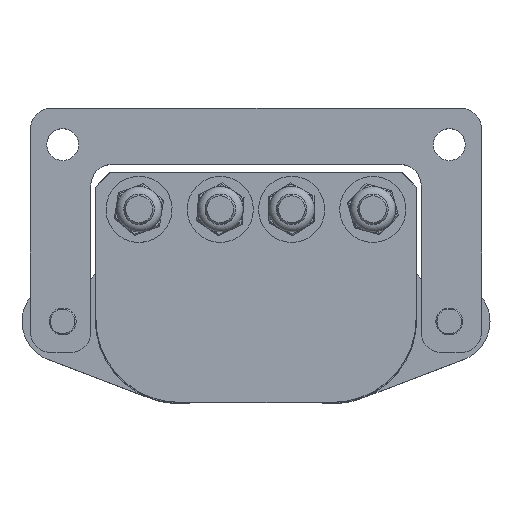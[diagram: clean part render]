
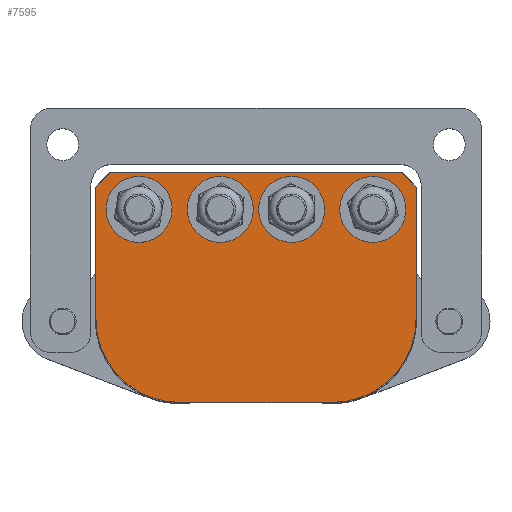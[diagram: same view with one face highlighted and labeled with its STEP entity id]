
A CAD part, top view. The second image highlights one B-rep face of the part: STEP entity #7595.
In plain terms, the highlighted planar face has unit normal (0, 0, 1).
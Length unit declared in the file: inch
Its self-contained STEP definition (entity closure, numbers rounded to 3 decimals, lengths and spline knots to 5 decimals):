
#280=FACE_BOUND('',#1261,.T.);
#281=FACE_BOUND('',#1262,.T.);
#282=FACE_BOUND('',#1263,.T.);
#283=FACE_BOUND('',#1264,.T.);
#401=PLANE('',#8311);
#748=FACE_OUTER_BOUND('',#1260,.T.);
#1260=EDGE_LOOP('',(#5446,#5447,#5448,#5449,#5450,#5451,#5452,#5453));
#1261=EDGE_LOOP('',(#5454,#5455));
#1262=EDGE_LOOP('',(#5456,#5457));
#1263=EDGE_LOOP('',(#5458,#5459));
#1264=EDGE_LOOP('',(#5460,#5461));
#1753=LINE('',#12089,#2226);
#1755=LINE('',#12093,#2228);
#1758=LINE('',#12099,#2231);
#1759=LINE('',#12103,#2232);
#1760=LINE('',#12107,#2233);
#1761=LINE('',#12108,#2234);
#2226=VECTOR('',#9764,0.3937);
#2228=VECTOR('',#9768,0.3937);
#2231=VECTOR('',#9773,0.3937);
#2232=VECTOR('',#9776,0.3937);
#2233=VECTOR('',#9779,0.3937);
#2234=VECTOR('',#9780,0.3937);
#2752=CIRCLE('',#8282,0.1955);
#2753=CIRCLE('',#8283,0.1955);
#2755=CIRCLE('',#8286,0.1955);
#2756=CIRCLE('',#8287,0.1955);
#2758=CIRCLE('',#8290,0.1955);
#2759=CIRCLE('',#8291,0.1955);
#2761=CIRCLE('',#8294,0.1955);
#2762=CIRCLE('',#8295,0.1955);
#2772=CIRCLE('',#8312,1.03);
#2773=CIRCLE('',#8313,1.03);
#3250=VERTEX_POINT('',#12025);
#3251=VERTEX_POINT('',#12026);
#3253=VERTEX_POINT('',#12033);
#3254=VERTEX_POINT('',#12034);
#3256=VERTEX_POINT('',#12041);
#3257=VERTEX_POINT('',#12042);
#3259=VERTEX_POINT('',#12049);
#3260=VERTEX_POINT('',#12050);
#3274=VERTEX_POINT('',#12086);
#3275=VERTEX_POINT('',#12088);
#3276=VERTEX_POINT('',#12092);
#3278=VERTEX_POINT('',#12098);
#3279=VERTEX_POINT('',#12100);
#3280=VERTEX_POINT('',#12102);
#3281=VERTEX_POINT('',#12104);
#3282=VERTEX_POINT('',#12106);
#4040=EDGE_CURVE('',#3250,#3251,#2752,.T.);
#4041=EDGE_CURVE('',#3251,#3250,#2753,.T.);
#4044=EDGE_CURVE('',#3253,#3254,#2755,.T.);
#4045=EDGE_CURVE('',#3254,#3253,#2756,.T.);
#4048=EDGE_CURVE('',#3256,#3257,#2758,.T.);
#4049=EDGE_CURVE('',#3257,#3256,#2759,.T.);
#4052=EDGE_CURVE('',#3259,#3260,#2761,.T.);
#4053=EDGE_CURVE('',#3260,#3259,#2762,.T.);
#4070=EDGE_CURVE('',#3274,#3275,#1753,.T.);
#4072=EDGE_CURVE('',#3276,#3275,#1755,.T.);
#4075=EDGE_CURVE('',#3274,#3278,#1758,.T.);
#4076=EDGE_CURVE('',#3278,#3279,#2772,.T.);
#4077=EDGE_CURVE('',#3279,#3280,#1759,.T.);
#4078=EDGE_CURVE('',#3280,#3281,#2773,.T.);
#4079=EDGE_CURVE('',#3281,#3282,#1760,.T.);
#4080=EDGE_CURVE('',#3276,#3282,#1761,.T.);
#5446=ORIENTED_EDGE('',*,*,#4070,.F.);
#5447=ORIENTED_EDGE('',*,*,#4075,.T.);
#5448=ORIENTED_EDGE('',*,*,#4076,.T.);
#5449=ORIENTED_EDGE('',*,*,#4077,.T.);
#5450=ORIENTED_EDGE('',*,*,#4078,.T.);
#5451=ORIENTED_EDGE('',*,*,#4079,.T.);
#5452=ORIENTED_EDGE('',*,*,#4080,.F.);
#5453=ORIENTED_EDGE('',*,*,#4072,.T.);
#5454=ORIENTED_EDGE('',*,*,#4040,.T.);
#5455=ORIENTED_EDGE('',*,*,#4041,.T.);
#5456=ORIENTED_EDGE('',*,*,#4044,.T.);
#5457=ORIENTED_EDGE('',*,*,#4045,.T.);
#5458=ORIENTED_EDGE('',*,*,#4048,.T.);
#5459=ORIENTED_EDGE('',*,*,#4049,.T.);
#5460=ORIENTED_EDGE('',*,*,#4052,.T.);
#5461=ORIENTED_EDGE('',*,*,#4053,.T.);
#7595=ADVANCED_FACE('',(#748,#280,#281,#282,#283),#401,.F.);
#8282=AXIS2_PLACEMENT_3D('',#12027,#9698,#9699);
#8283=AXIS2_PLACEMENT_3D('',#12028,#9700,#9701);
#8286=AXIS2_PLACEMENT_3D('',#12035,#9707,#9708);
#8287=AXIS2_PLACEMENT_3D('',#12036,#9709,#9710);
#8290=AXIS2_PLACEMENT_3D('',#12043,#9716,#9717);
#8291=AXIS2_PLACEMENT_3D('',#12044,#9718,#9719);
#8294=AXIS2_PLACEMENT_3D('',#12051,#9725,#9726);
#8295=AXIS2_PLACEMENT_3D('',#12052,#9727,#9728);
#8311=AXIS2_PLACEMENT_3D('',#12097,#9771,#9772);
#8312=AXIS2_PLACEMENT_3D('',#12101,#9774,#9775);
#8313=AXIS2_PLACEMENT_3D('',#12105,#9777,#9778);
#9698=DIRECTION('center_axis',(0.,0.,
-1.));
#9699=DIRECTION('ref_axis',(1.,0.,0.));
#9700=DIRECTION('center_axis',(0.,0.,
-1.));
#9701=DIRECTION('ref_axis',(1.,0.,0.));
#9707=DIRECTION('center_axis',(0.,0.,
-1.));
#9708=DIRECTION('ref_axis',(1.,0.,0.));
#9709=DIRECTION('center_axis',(0.,0.,
-1.));
#9710=DIRECTION('ref_axis',(1.,0.,0.));
#9716=DIRECTION('center_axis',(0.,0.,
-1.));
#9717=DIRECTION('ref_axis',(1.,0.,0.));
#9718=DIRECTION('center_axis',(0.,0.,
-1.));
#9719=DIRECTION('ref_axis',(1.,0.,0.));
#9725=DIRECTION('center_axis',(0.,0.,
-1.));
#9726=DIRECTION('ref_axis',(1.,0.,0.));
#9727=DIRECTION('center_axis',(0.,0.,
-1.));
#9728=DIRECTION('ref_axis',(1.,0.,0.));
#9764=DIRECTION('',(0.707,0.707,0.));
#9768=DIRECTION('',(-1.,0.,0.));
#9771=DIRECTION('center_axis',(0.,0.,
-1.));
#9772=DIRECTION('ref_axis',(-1.,0.,0.));
#9773=DIRECTION('',(0.,-1.,0.));
#9774=DIRECTION('center_axis',(0.,0.,
1.));
#9775=DIRECTION('ref_axis',(0.,1.,0.));
#9776=DIRECTION('',(1.,0.,0.));
#9777=DIRECTION('center_axis',(0.,0.,
1.));
#9778=DIRECTION('ref_axis',(-1.,0.,0.));
#9779=DIRECTION('',(0.,1.,0.));
#9780=DIRECTION('',(0.707,-0.707,0.));
#12025=CARTESIAN_POINT('',(1.79946,0.38127,1.89131));
#12026=CARTESIAN_POINT('',(1.40846,0.38127,1.89131));
#12027=CARTESIAN_POINT('Origin',(1.60396,0.38127,1.89131));
#12028=CARTESIAN_POINT('Origin',(1.60396,0.38127,1.89131));
#12033=CARTESIAN_POINT('',(0.80146,0.38127,1.89131));
#12034=CARTESIAN_POINT('',(0.41046,0.38127,1.89131));
#12035=CARTESIAN_POINT('Origin',(0.60596,0.38127,1.89131));
#12036=CARTESIAN_POINT('Origin',(0.60596,0.38127,1.89131));
#12041=CARTESIAN_POINT('',(-0.07554,0.38127,1.89131));
#12042=CARTESIAN_POINT('',(-0.46654,0.38127,1.89131));
#12043=CARTESIAN_POINT('Origin',(-0.27104,0.38127,1.89131));
#12044=CARTESIAN_POINT('Origin',(-0.27104,0.38127,1.89131));
#12049=CARTESIAN_POINT('',(-1.07354,0.38127,1.89131));
#12050=CARTESIAN_POINT('',(-1.46454,0.38127,1.89131));
#12051=CARTESIAN_POINT('Origin',(-1.26904,0.38127,1.89131));
#12052=CARTESIAN_POINT('Origin',(-1.26904,0.38127,1.89131));
#12086=CARTESIAN_POINT('',(-1.80004,0.65427,1.89131));
#12088=CARTESIAN_POINT('',(-1.62004,0.83427,1.89131));
#12089=CARTESIAN_POINT('',(-1.56942,0.8849,1.89131));
#12092=CARTESIAN_POINT('',(1.95496,0.83427,1.89131));
#12093=CARTESIAN_POINT('',(0.16746,0.83427,1.89131));
#12097=CARTESIAN_POINT('Origin',(0.16746,-0.57073,1.89131));
#12098=CARTESIAN_POINT('',(-1.80004,-0.96073,1.89131));
#12099=CARTESIAN_POINT('',(-1.80004,0.84927,1.89131));
#12100=CARTESIAN_POINT('',(-0.77004,-1.99073,1.89131));
#12101=CARTESIAN_POINT('Origin',(-0.77004,-0.96073,
1.89131));
#12102=CARTESIAN_POINT('',(1.10496,-1.99073,1.89131));
#12103=CARTESIAN_POINT('',(-1.80004,-1.99073,1.89131));
#12104=CARTESIAN_POINT('',(2.13496,-0.96073,1.89131));
#12105=CARTESIAN_POINT('Origin',(1.10496,-0.96073,1.89131));
#12106=CARTESIAN_POINT('',(2.13496,0.65427,1.89131));
#12107=CARTESIAN_POINT('',(2.13496,-1.99073,1.89131));
#12108=CARTESIAN_POINT('',(1.90433,0.8849,1.89131));
